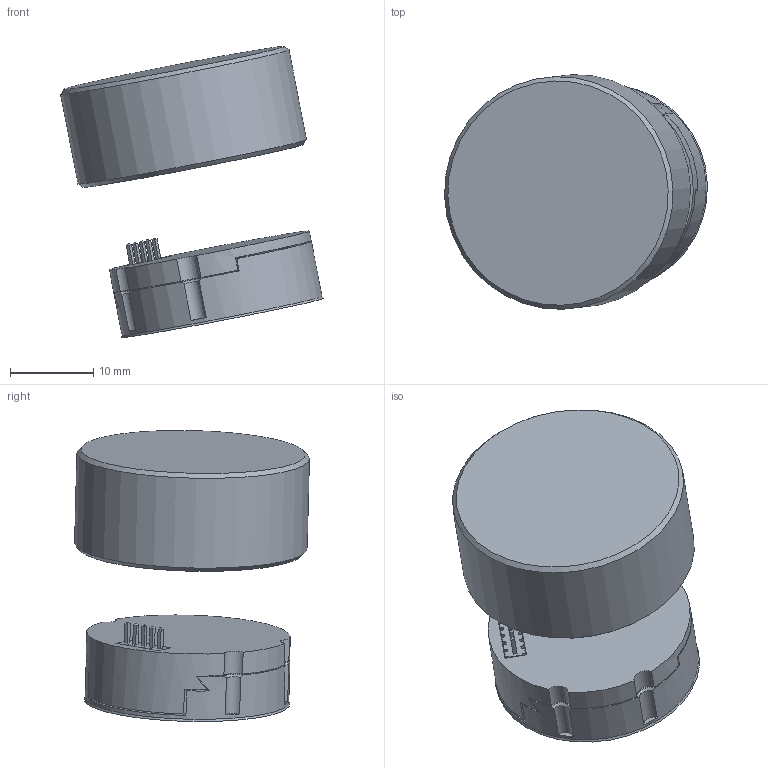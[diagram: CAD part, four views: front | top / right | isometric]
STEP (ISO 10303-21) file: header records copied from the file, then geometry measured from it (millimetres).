
FILE_DESCRIPTION(/* description */ (''),/* implementation_level */ '2;1');
FILE_NAME(/* name */ 'smart_token.stp',/* time_stamp */ '2015-07-22T15:40:51+02:00',/* author */ ('MathieuLe Goc'),/* organization */ (''),/* preprocessor_version */ 'ST-DEVELOPER v15.6',/* originating_system */ 'Autodesk Inventor 2015',/* authorisation */ '');
FILE_SCHEMA (('AUTOMOTIVE_DESIGN { 1 0 10303 214 3 1 1 }'));
Length unit declared in the file: millimetre
Products named in the file (8): top; pcb; battery; bottom2_2; bottom1_2; battery_connector; battery_block; smart_token
Assembly tree (7 placements, depth 3):
  smart_token
    top
    pcb
    battery_block
      battery
      bottom2_2
      bottom1_2
      battery_connector
Bounding box: 31.61 x 28.25 x 35 mm (x, y, z)
Volume: 5789.1 mm3; surface area: 8547.9 mm2
Topology: 10 solids, 10 shells, 677 faces, 1735 edges, 1119 vertices
Faces by surface type: plane 548, cylinder 88, cone 20, sphere 15, torus 4, bspline 2
Full cylindrical faces by diameter (mm): 0.3 x3, 0.5 x14, 24.5 x1, 25.5 x1, 28 x1
Entity records: 21039 total; most frequent: CARTESIAN_POINT 3714, ORIENTED_EDGE 3390, DIRECTION 3303, EDGE_CURVE 1695, LINE 1401, VECTOR 1401, VERTEX_POINT 1115, AXIS2_PLACEMENT_3D 951
